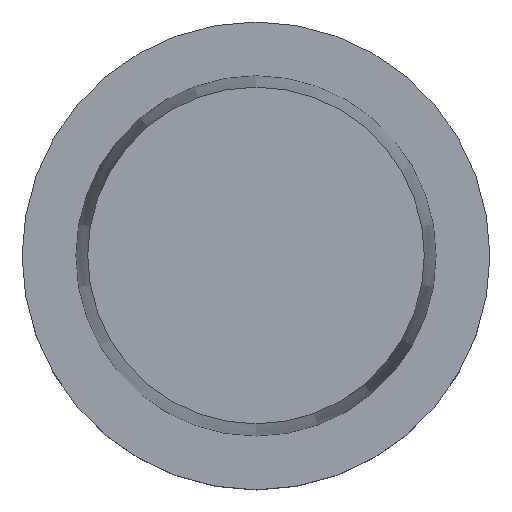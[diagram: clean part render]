
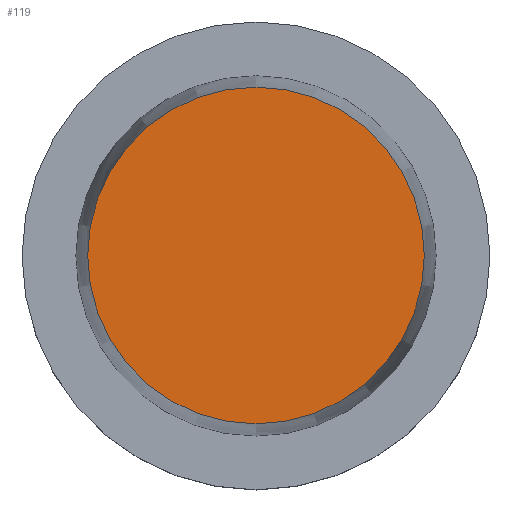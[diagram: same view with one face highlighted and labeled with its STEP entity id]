
A CAD part, top view. The second image highlights one B-rep face of the part: STEP entity #119.
In plain terms, the highlighted planar face has unit normal (0, 0, 1).
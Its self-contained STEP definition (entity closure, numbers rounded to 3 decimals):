
#80=EDGE_CURVE('Unnamed[1]',#193,#193,#194,.T.);
#119=ADVANCED_FACE('Unnamed[1]',(#254),#255,.T.);
#193=VERTEX_POINT('',#342);
#194=CIRCLE('',#343,44.978);
#254=FACE_OUTER_BOUND('',#418,.T.);
#255=PLANE('',#419);
#342=CARTESIAN_POINT('',(0.,44.978,63.));
#343=AXIS2_PLACEMENT_3D('',#501,#502,#503);
#418=EDGE_LOOP('',(#570));
#419=AXIS2_PLACEMENT_3D('',#571,#572,#573);
#501=CARTESIAN_POINT('',(0.,0.,63.));
#502=DIRECTION('',(0.,0.,-1.0));
#503=DIRECTION('',(0.,1.0,0.));
#570=ORIENTED_EDGE('',*,*,#80,.F.);
#571=CARTESIAN_POINT('',(0.,22.489,63.));
#572=DIRECTION('',(0.,0.,1.0));
#573=DIRECTION('',(0.,-1.0,0.));
